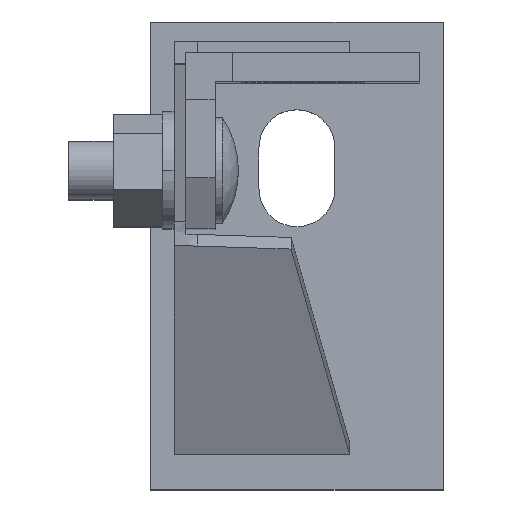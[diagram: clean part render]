
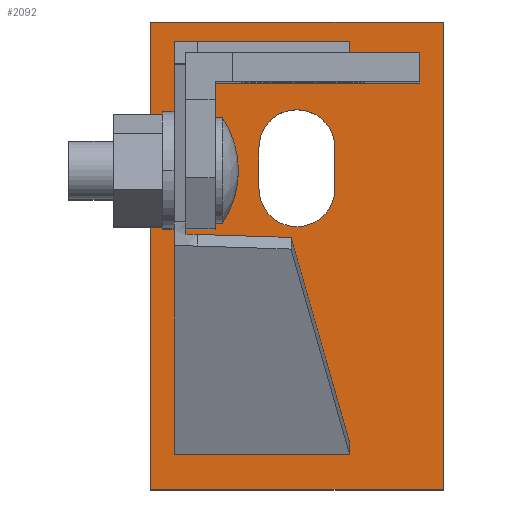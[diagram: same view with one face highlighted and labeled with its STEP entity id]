
A CAD part, top view. The second image highlights one B-rep face of the part: STEP entity #2092.
In plain terms, the highlighted face is planar.
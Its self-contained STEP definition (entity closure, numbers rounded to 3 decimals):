
#27 = ORIENTED_EDGE ( 'NONE', *, *, #1244, .T. ) ;
#304 = FACE_OUTER_BOUND ( 'NONE', #414, .T. ) ;
#333 = CARTESIAN_POINT ( 'NONE',  ( -6.5, 0., 0. ) ) ;
#357 = EDGE_CURVE ( 'NONE', #2878, #3595, #3029, .T. ) ;
#371 = DIRECTION ( 'NONE',  ( 0., -1., 0. ) ) ;
#386 = EDGE_LOOP ( 'NONE', ( #27, #4529, #4059, #1920 ) ) ;
#393 = AXIS2_PLACEMENT_3D ( 'NONE', #1946, #4209, #4233 ) ;
#399 = VERTEX_POINT ( 'NONE', #3922 ) ;
#403 = CARTESIAN_POINT ( 'NONE',  ( 25., 21.5, 0. ) ) ;
#414 = EDGE_LOOP ( 'NONE', ( #713, #1336, #1023, #1168 ) ) ;
#440 = VERTEX_POINT ( 'NONE', #333 ) ;
#515 = CARTESIAN_POINT ( 'NONE',  ( 0., 0., 0. ) ) ;
#579 = EDGE_CURVE ( 'NONE', #4234, #3851, #3346, .T. ) ;
#713 = ORIENTED_EDGE ( 'NONE', *, *, #579, .F. ) ;
#780 = VECTOR ( 'NONE', #371, 1000. ) ;
#920 = EDGE_CURVE ( 'NONE', #1859, #4234, #3714, .T. ) ;
#1023 = ORIENTED_EDGE ( 'NONE', *, *, #4200, .F. ) ;
#1053 = CIRCLE ( 'NONE', #3974, 6.5 ) ;
#1088 = CARTESIAN_POINT ( 'NONE',  ( -25., 21.5, 0. ) ) ;
#1090 = LINE ( 'NONE', #1222, #1423 ) ;
#1155 = EDGE_CURVE ( 'NONE', #3851, #399, #4522, .T. ) ;
#1168 = ORIENTED_EDGE ( 'NONE', *, *, #1155, .F. ) ;
#1222 = CARTESIAN_POINT ( 'NONE',  ( 6.5, 0., 0. ) ) ;
#1244 = EDGE_CURVE ( 'NONE', #1530, #440, #1053, .T. ) ;
#1259 = DIRECTION ( 'NONE',  ( 1., 0., 0. ) ) ;
#1336 = ORIENTED_EDGE ( 'NONE', *, *, #920, .F. ) ;
#1423 = VECTOR ( 'NONE', #3896, 1000. ) ;
#1530 = VERTEX_POINT ( 'NONE', #1908 ) ;
#1724 = CARTESIAN_POINT ( 'NONE',  ( -25., -58.5, 0. ) ) ;
#1859 = VERTEX_POINT ( 'NONE', #403 ) ;
#1908 = CARTESIAN_POINT ( 'NONE',  ( 6.5, 0., 0. ) ) ;
#1920 = ORIENTED_EDGE ( 'NONE', *, *, #1936, .T. ) ;
#1936 = EDGE_CURVE ( 'NONE', #3595, #1530, #1090, .T. ) ;
#1946 = CARTESIAN_POINT ( 'NONE',  ( 0., -7., 0. ) ) ;
#2026 = CARTESIAN_POINT ( 'NONE',  ( -25., -58.5, 0. ) ) ;
#2051 = DIRECTION ( 'NONE',  ( -1., 0., 0. ) ) ;
#2092 = ADVANCED_FACE ( 'NONE', ( #304, #2680 ), #2971, .F. ) ;
#2359 = LINE ( 'NONE', #3184, #3272 ) ;
#2497 = CARTESIAN_POINT ( 'NONE',  ( 25., 21.5, 0. ) ) ;
#2680 = FACE_BOUND ( 'NONE', #386, .T. ) ;
#2722 = DIRECTION ( 'NONE',  ( 0., 0., 1. ) ) ;
#2878 = VERTEX_POINT ( 'NONE', #3749 ) ;
#2971 = PLANE ( 'NONE',  #4007 ) ;
#3029 = CIRCLE ( 'NONE', #393, 6.5 ) ;
#3043 = DIRECTION ( 'NONE',  ( 0., 0., 1. ) ) ;
#3133 = EDGE_CURVE ( 'NONE', #440, #2878, #2359, .T. ) ;
#3184 = CARTESIAN_POINT ( 'NONE',  ( -6.5, 0., 0. ) ) ;
#3272 = VECTOR ( 'NONE', #3363, 1000. ) ;
#3278 = CARTESIAN_POINT ( 'NONE',  ( 6.5, -7., 0. ) ) ;
#3336 = CARTESIAN_POINT ( 'NONE',  ( -25., 21.5, 0. ) ) ;
#3346 = LINE ( 'NONE', #3336, #780 ) ;
#3363 = DIRECTION ( 'NONE',  ( 0., -1., 0. ) ) ;
#3385 = VECTOR ( 'NONE', #2051, 1000. ) ;
#3564 = DIRECTION ( 'NONE',  ( 0., 1., 0. ) ) ;
#3595 = VERTEX_POINT ( 'NONE', #3278 ) ;
#3679 = CARTESIAN_POINT ( 'NONE',  ( -25., 21.5, 0. ) ) ;
#3714 = LINE ( 'NONE', #3679, #3385 ) ;
#3749 = CARTESIAN_POINT ( 'NONE',  ( -6.5, -7., 0. ) ) ;
#3831 = DIRECTION ( 'NONE',  ( 1., 0., 0. ) ) ;
#3851 = VERTEX_POINT ( 'NONE', #2026 ) ;
#3896 = DIRECTION ( 'NONE',  ( 0., 1., 0. ) ) ;
#3922 = CARTESIAN_POINT ( 'NONE',  ( 25., -58.5, 0. ) ) ;
#3974 = AXIS2_PLACEMENT_3D ( 'NONE', #515, #3043, #3831 ) ;
#4007 = AXIS2_PLACEMENT_3D ( 'NONE', #4336, #2722, #1259 ) ;
#4059 = ORIENTED_EDGE ( 'NONE', *, *, #357, .T. ) ;
#4104 = VECTOR ( 'NONE', #4180, 1000. ) ;
#4180 = DIRECTION ( 'NONE',  ( 1., 0., 0. ) ) ;
#4200 = EDGE_CURVE ( 'NONE', #399, #1859, #4489, .T. ) ;
#4209 = DIRECTION ( 'NONE',  ( 0., 0., 1. ) ) ;
#4230 = VECTOR ( 'NONE', #3564, 1000. ) ;
#4233 = DIRECTION ( 'NONE',  ( 1., 0., 0. ) ) ;
#4234 = VERTEX_POINT ( 'NONE', #1088 ) ;
#4336 = CARTESIAN_POINT ( 'NONE',  ( -25., -58.5, 0. ) ) ;
#4489 = LINE ( 'NONE', #2497, #4230 ) ;
#4522 = LINE ( 'NONE', #1724, #4104 ) ;
#4529 = ORIENTED_EDGE ( 'NONE', *, *, #3133, .T. ) ;
